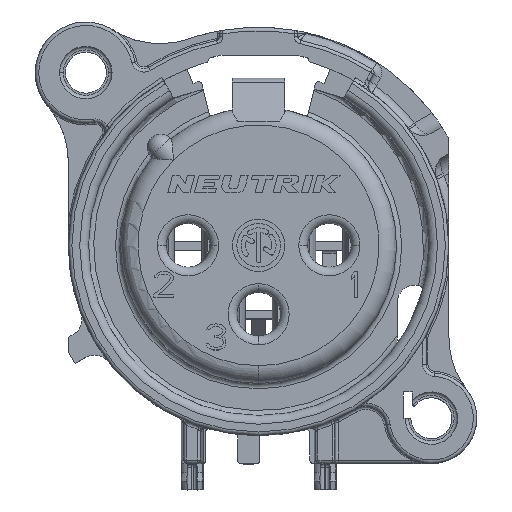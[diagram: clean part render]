
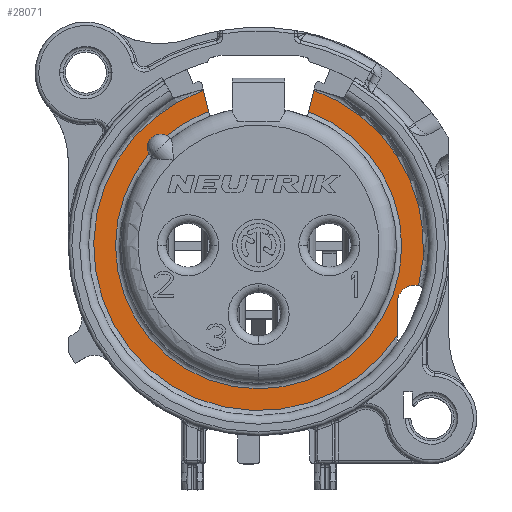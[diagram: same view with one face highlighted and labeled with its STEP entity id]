
A CAD part, top view. The second image highlights one B-rep face of the part: STEP entity #28071.
In plain terms, the highlighted planar face has unit normal (0, 0, 1).
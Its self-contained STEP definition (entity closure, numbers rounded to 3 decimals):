
#1159=CARTESIAN_POINT('',(0.,0.,-4.8));
#1160=DIRECTION('',(0.,0.,-1.));
#1161=DIRECTION('',(-0.643,0.766,0.));
#1162=AXIS2_PLACEMENT_3D('',#1159,#1160,#1161);
#1200=CARTESIAN_POINT('',(2.859,7.685,-4.8));
#1235=CARTESIAN_POINT('',(0.,0.,-4.8));
#1236=DIRECTION('',(0.,0.,1.));
#1237=DIRECTION('',(-0.766,0.643,0.));
#1238=AXIS2_PLACEMENT_3D('',#1235,#1236,#1237);
#1240=DIRECTION('',(0.24,0.971,0.));
#1241=VECTOR('',#1240,1.257);
#1242=CARTESIAN_POINT('',(2.859,7.685,-4.8));
#1243=LINE('',#1242,#1241);
#1244=CARTESIAN_POINT('',(0.,0.,-4.8));
#1245=DIRECTION('',(0.,0.,-1.));
#1246=DIRECTION('',(0.334,0.942,0.));
#1247=AXIS2_PLACEMENT_3D('',#1244,#1245,#1246);
#1249=CARTESIAN_POINT('',(7.94,-3.285,-4.8));
#1250=CARTESIAN_POINT('',(7.94,-3.178,-4.8));
#1251=CARTESIAN_POINT('',(7.97,-3.002,-4.8));
#1252=CARTESIAN_POINT('',(8.084,-2.722,-4.8));
#1253=CARTESIAN_POINT('',(8.301,-2.466,-4.8));
#1254=CARTESIAN_POINT('',(8.593,-2.307,-4.8));
#1255=CARTESIAN_POINT('',(8.888,-2.257,-4.8));
#1256=CARTESIAN_POINT('',(9.064,-2.268,-4.8));
#1257=CARTESIAN_POINT('',(9.167,-2.294,-4.8));
#1259=DIRECTION('',(0.,1.,0.));
#1260=VECTOR('',#1259,1.839);
#1261=CARTESIAN_POINT('',(7.94,-5.124,-4.8));
#1262=LINE('',#1261,#1260);
#1263=DIRECTION('',(0.24,-0.971,0.));
#1264=VECTOR('',#1263,1.257);
#1265=CARTESIAN_POINT('',(-3.161,8.906,-4.8));
#1266=LINE('',#1265,#1264);
#1267=CARTESIAN_POINT('',(-5.621,5.621,-4.8));
#1268=DIRECTION('',(0.,0.,-1.));
#1269=DIRECTION('',(-0.882,-0.47,0.));
#1270=AXIS2_PLACEMENT_3D('',#1267,#1268,#1269);
#13023=CARTESIAN_POINT('',(7.94,-5.124,-4.8));
#13048=CARTESIAN_POINT('',(0.,0.,-4.8));
#13049=DIRECTION('',(0.,0.,1.));
#13050=DIRECTION('',(-0.334,0.942,0.));
#13051=AXIS2_PLACEMENT_3D('',#13048,#13049,#13050);
#22316=CARTESIAN_POINT('',(-6.283,5.269,-4.8));
#22317=CARTESIAN_POINT('',(-5.269,6.283,-4.8));
#22318=VERTEX_POINT('',#22316);
#22319=VERTEX_POINT('',#22317);
#23431=VERTEX_POINT('',#1200);
#23432=CARTESIAN_POINT('',(-2.859,7.685,-4.8));
#23433=VERTEX_POINT('',#23432);
#23461=CARTESIAN_POINT('',(3.161,8.906,-4.8));
#23462=VERTEX_POINT('',#23461);
#23463=CARTESIAN_POINT('',(-3.161,8.906,-4.8));
#23464=VERTEX_POINT('',#23463);
#25126=VERTEX_POINT('',#13023);
#25284=CARTESIAN_POINT('',(7.94,-3.285,-4.8));
#25286=VERTEX_POINT('',#25284);
#25292=VERTEX_POINT('',#1257);
#28049=CARTESIAN_POINT('',(0.,0.,-4.8));
#28050=DIRECTION('',(0.,0.,1.));
#28051=DIRECTION('',(0.,-1.,0.));
#28052=AXIS2_PLACEMENT_3D('',#28049,#28050,#28051);
#28053=PLANE('',#28052);
#28054=ORIENTED_EDGE('',*,*,#27990,.T.);
#28056=ORIENTED_EDGE('',*,*,#28055,.T.);
#28058=ORIENTED_EDGE('',*,*,#28057,.T.);
#28060=ORIENTED_EDGE('',*,*,#28059,.F.);
#28062=ORIENTED_EDGE('',*,*,#28061,.F.);
#28064=ORIENTED_EDGE('',*,*,#28063,.F.);
#28066=ORIENTED_EDGE('',*,*,#28065,.T.);
#28067=ORIENTED_EDGE('',*,*,#27970,.F.);
#28068=ORIENTED_EDGE('',*,*,#28018,.F.);
#28069=EDGE_LOOP('',(#28054,#28056,#28058,#28060,#28062,#28064,#28066,#28067,
#28068));
#28070=FACE_OUTER_BOUND('',#28069,.F.);
#1163=CIRCLE('',#1162,8.2);
#1239=CIRCLE('',#1238,8.2);
#1248=CIRCLE('',#1247,9.45);
#1258=B_SPLINE_CURVE_WITH_KNOTS('',3,(#1249,#1250,#1251,#1252,#1253,#1254,#1255,
#1256,#1257),.UNSPECIFIED.,.F.,.F.,(4,1,1,1,1,1,4),(0.,0.125,0.25,0.5,
0.75,0.875,1.),.UNSPECIFIED.);
#1271=CIRCLE('',#1270,0.75);
#13052=CIRCLE('',#13051,9.45);
#27970=EDGE_CURVE('',#22319,#23433,#1163,.T.);
#27990=EDGE_CURVE('',#22318,#23431,#1239,.T.);
#28018=EDGE_CURVE('',#22318,#22319,#1271,.T.);
#28055=EDGE_CURVE('',#23431,#23462,#1243,.T.);
#28057=EDGE_CURVE('',#23462,#25292,#1248,.T.);
#28059=EDGE_CURVE('',#25286,#25292,#1258,.T.);
#28061=EDGE_CURVE('',#25126,#25286,#1262,.T.);
#28063=EDGE_CURVE('',#23464,#25126,#13052,.T.);
#28065=EDGE_CURVE('',#23464,#23433,#1266,.T.);
#28071=ADVANCED_FACE('',(#28070),#28053,.T.);
